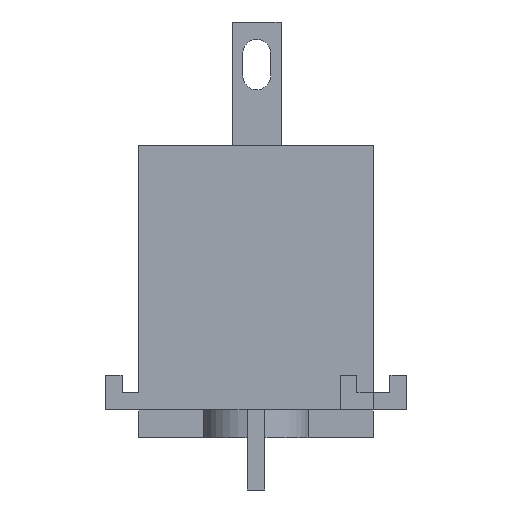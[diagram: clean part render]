
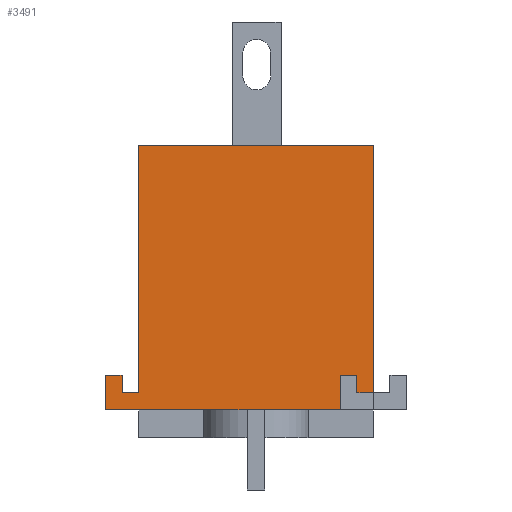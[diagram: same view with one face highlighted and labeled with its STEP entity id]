
A CAD part, left-side view. The second image highlights one B-rep face of the part: STEP entity #3491.
In plain terms, the highlighted planar face has unit normal (-1, 0, 0).
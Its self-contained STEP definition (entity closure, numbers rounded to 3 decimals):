
#193=FACE_OUTER_BOUND($,#382,.T.);
#382=EDGE_LOOP($,(#2802,#2803,#2804,#2805,#2806,#2807,#2808,#2809,#2810,
#2811,#2812,#2813));
#628=LINE($,#5025,#1095);
#663=LINE($,#5095,#1130);
#684=LINE($,#5139,#1151);
#685=LINE($,#5142,#1152);
#692=LINE($,#5154,#1159);
#693=LINE($,#5156,#1160);
#702=LINE($,#5178,#1169);
#706=LINE($,#5184,#1173);
#755=LINE($,#5287,#1222);
#757=LINE($,#5291,#1224);
#759=LINE($,#5294,#1226);
#761=LINE($,#5298,#1228);
#1095=VECTOR($,#4065,14.2);
#1130=VECTOR($,#4118,13.5);
#1151=VECTOR($,#4163,1.);
#1152=VECTOR($,#4166,0.95);
#1159=VECTOR($,#4177,2.);
#1160=VECTOR($,#4180,0.95);
#1169=VECTOR($,#4197,1.);
#1173=VECTOR($,#4203,0.95);
#1222=VECTOR($,#4312,13.5);
#1224=VECTOR($,#4316,2.);
#1226=VECTOR($,#4320,0.95);
#1228=VECTOR($,#4326,14.2);
#1535=VERTEX_POINT($,#5022);
#1536=VERTEX_POINT($,#5024);
#1561=VERTEX_POINT($,#5092);
#1562=VERTEX_POINT($,#5094);
#1571=VERTEX_POINT($,#5133);
#1573=VERTEX_POINT($,#5137);
#1574=VERTEX_POINT($,#5141);
#1577=VERTEX_POINT($,#5152);
#1585=VERTEX_POINT($,#5175);
#1586=VERTEX_POINT($,#5177);
#1611=VERTEX_POINT($,#5286);
#1612=VERTEX_POINT($,#5290);
#1907=EDGE_CURVE($,#1535,#1536,#628,.T.);
#1943=EDGE_CURVE($,#1561,#1562,#663,.T.);
#1964=EDGE_CURVE($,#1573,#1571,#684,.T.);
#1965=EDGE_CURVE($,#1574,#1573,#685,.T.);
#1972=EDGE_CURVE($,#1577,#1561,#692,.T.);
#1973=EDGE_CURVE($,#1571,#1577,#693,.T.);
#1982=EDGE_CURVE($,#1585,#1586,#702,.T.);
#1986=EDGE_CURVE($,#1586,#1535,#706,.T.);
#2038=EDGE_CURVE($,#1611,#1536,#755,.T.);
#2040=EDGE_CURVE($,#1562,#1612,#757,.T.);
#2042=EDGE_CURVE($,#1585,#1612,#759,.T.);
#2044=EDGE_CURVE($,#1574,#1611,#761,.T.);
#2802=ORIENTED_EDGE($,*,*,#1972,.F.);
#2803=ORIENTED_EDGE($,*,*,#1973,.F.);
#2804=ORIENTED_EDGE($,*,*,#1964,.F.);
#2805=ORIENTED_EDGE($,*,*,#1965,.F.);
#2806=ORIENTED_EDGE($,*,*,#2044,.T.);
#2807=ORIENTED_EDGE($,*,*,#2038,.T.);
#2808=ORIENTED_EDGE($,*,*,#1907,.F.);
#2809=ORIENTED_EDGE($,*,*,#1986,.F.);
#2810=ORIENTED_EDGE($,*,*,#1982,.F.);
#2811=ORIENTED_EDGE($,*,*,#2042,.T.);
#2812=ORIENTED_EDGE($,*,*,#2040,.F.);
#2813=ORIENTED_EDGE($,*,*,#1943,.F.);
#3319=PLANE($,#3696);
#3491=ADVANCED_FACE($,(#193),#3319,.F.);
#3696=AXIS2_PLACEMENT_3D($,#5297,#4324,#4325);
#4065=DIRECTION($,(0.,0.,1.));
#4118=DIRECTION($,(0.,1.,0.));
#4163=DIRECTION($,(0.,0.,1.));
#4166=DIRECTION($,(0.,1.,0.));
#4177=DIRECTION($,(0.,0.,-1.));
#4180=DIRECTION($,(0.,1.,0.));
#4197=DIRECTION($,(0.,0.,-1.));
#4203=DIRECTION($,(0.,-1.,0.));
#4312=DIRECTION($,(0.,1.,0.));
#4316=DIRECTION($,(0.,0.,1.));
#4320=DIRECTION($,(0.,1.,0.));
#4324=DIRECTION('center_axis',(1.,0.,0.));
#4325=DIRECTION('ref_axis',(0.,1.,0.));
#4326=DIRECTION($,(0.,0.,1.));
#5022=CARTESIAN_POINT('',(-26.15,6.75,2.6));
#5024=CARTESIAN_POINT('',(-26.15,6.75,16.8));
#5025=CARTESIAN_POINT($,(-26.15,6.75,1.6));
#5092=CARTESIAN_POINT('',(-26.15,-4.85,1.6));
#5094=CARTESIAN_POINT('',(-26.15,8.65,1.6));
#5095=CARTESIAN_POINT($,(-26.15,-6.75,1.6));
#5133=CARTESIAN_POINT('',(-26.15,-5.8,3.6));
#5137=CARTESIAN_POINT('',(-26.15,-5.8,2.6));
#5139=CARTESIAN_POINT($,(-26.15,-5.8,2.6));
#5141=CARTESIAN_POINT('',(-26.15,-6.75,2.6));
#5142=CARTESIAN_POINT($,(-26.15,-6.513,2.6));
#5152=CARTESIAN_POINT('',(-26.15,-4.85,3.6));
#5154=CARTESIAN_POINT($,(-26.15,-4.85,1.6));
#5156=CARTESIAN_POINT($,(-26.15,-6.275,3.6));
#5175=CARTESIAN_POINT('',(-26.15,7.7,3.6));
#5177=CARTESIAN_POINT('',(-26.15,7.7,2.6));
#5178=CARTESIAN_POINT($,(-26.15,7.7,2.6));
#5184=CARTESIAN_POINT($,(-26.15,0.237,2.6));
#5286=CARTESIAN_POINT('',(-26.15,-6.75,16.8));
#5287=CARTESIAN_POINT($,(-26.15,6.75,16.8));
#5290=CARTESIAN_POINT('',(-26.15,8.65,3.6));
#5291=CARTESIAN_POINT($,(-26.15,8.65,1.6));
#5294=CARTESIAN_POINT($,(-26.15,6.75,3.6));
#5297=CARTESIAN_POINT('Origin',(-26.15,-6.75,1.6));
#5298=CARTESIAN_POINT($,(-26.15,-6.75,1.6));
